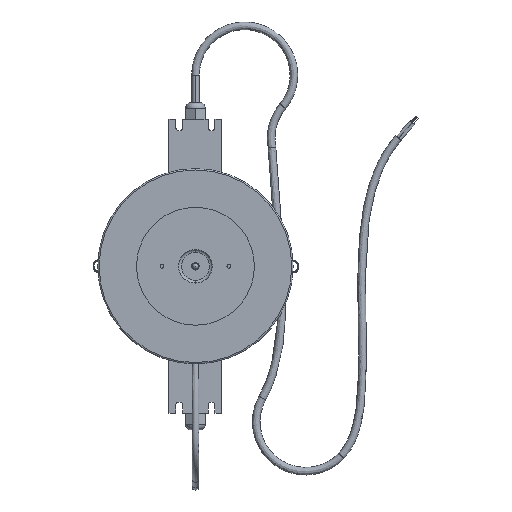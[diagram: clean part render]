
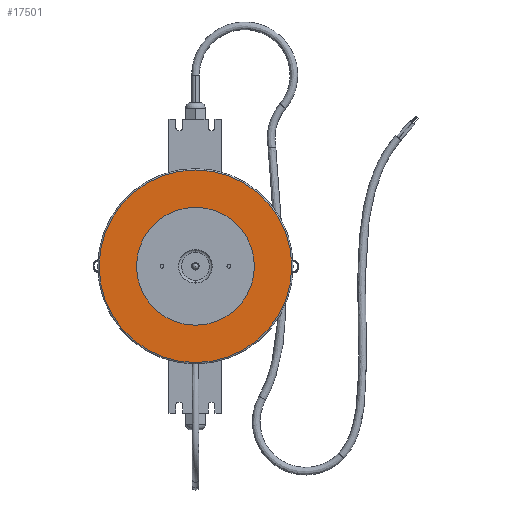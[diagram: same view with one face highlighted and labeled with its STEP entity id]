
A CAD part, front view. The second image highlights one B-rep face of the part: STEP entity #17501.
In plain terms, the highlighted planar face has unit normal (0, -1, 0).
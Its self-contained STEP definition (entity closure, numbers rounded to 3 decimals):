
#297 = FACE_OUTER_BOUND ( 'NONE', #16384, .T. ) ;
#468 = AXIS2_PLACEMENT_3D ( 'NONE', #14410, #20611, #3644 ) ;
#886 = EDGE_CURVE ( 'NONE', #26999, #20994, #22983, .T. ) ;
#2286 = CARTESIAN_POINT ( 'NONE',  ( 0., 0., 42.25 ) ) ;
#2829 = ORIENTED_EDGE ( 'NONE', *, *, #5795, .T. ) ;
#2971 = ORIENTED_EDGE ( 'NONE', *, *, #15698, .F. ) ;
#3227 = CARTESIAN_POINT ( 'NONE',  ( 0., 0., 0. ) ) ;
#3411 = CARTESIAN_POINT ( 'NONE',  ( 0., 0., -69. ) ) ;
#3644 = DIRECTION ( 'NONE',  ( 0., 0., 1. ) ) ;
#4414 = CIRCLE ( 'NONE', #468, 42.25 ) ;
#5067 = DIRECTION ( 'NONE',  ( 0., -1., 0. ) ) ;
#5621 = PLANE ( 'NONE',  #13853 ) ;
#5795 = EDGE_CURVE ( 'NONE', #20294, #22716, #27133, .T. ) ;
#7272 = DIRECTION ( 'NONE',  ( 0., 0., 1. ) ) ;
#9624 = EDGE_LOOP ( 'NONE', ( #2971, #10602 ) ) ;
#10602 = ORIENTED_EDGE ( 'NONE', *, *, #886, .F. ) ;
#11229 = CARTESIAN_POINT ( 'NONE',  ( 0., 0., 0. ) ) ;
#12023 = DIRECTION ( 'NONE',  ( 0., -1., 0. ) ) ;
#12150 = DIRECTION ( 'NONE',  ( 0., -1., 0. ) ) ;
#12462 = FACE_BOUND ( 'NONE', #9624, .T. ) ;
#13647 = AXIS2_PLACEMENT_3D ( 'NONE', #23277, #12150, #24973 ) ;
#13781 = CIRCLE ( 'NONE', #19579, 69. ) ;
#13853 = AXIS2_PLACEMENT_3D ( 'NONE', #18862, #27218, #23105 ) ;
#13867 = ORIENTED_EDGE ( 'NONE', *, *, #24784, .T. ) ;
#14410 = CARTESIAN_POINT ( 'NONE',  ( 0., 0., 0. ) ) ;
#15058 = CARTESIAN_POINT ( 'NONE',  ( 0., 0., -42.25 ) ) ;
#15698 = EDGE_CURVE ( 'NONE', #20994, #26999, #4414, .T. ) ;
#16384 = EDGE_LOOP ( 'NONE', ( #2829, #13867 ) ) ;
#17501 = ADVANCED_FACE ( 'NONE', ( #297, #12462 ), #5621, .F. ) ;
#18347 = DIRECTION ( 'NONE',  ( 0., 0., 1. ) ) ;
#18862 = CARTESIAN_POINT ( 'NONE',  ( 0., 0., 0. ) ) ;
#19579 = AXIS2_PLACEMENT_3D ( 'NONE', #11229, #5067, #7272 ) ;
#20294 = VERTEX_POINT ( 'NONE', #23014 ) ;
#20611 = DIRECTION ( 'NONE',  ( 0., -1., 0. ) ) ;
#20994 = VERTEX_POINT ( 'NONE', #2286 ) ;
#22716 = VERTEX_POINT ( 'NONE', #3411 ) ;
#22983 = CIRCLE ( 'NONE', #26757, 42.25 ) ;
#23014 = CARTESIAN_POINT ( 'NONE',  ( 0., 0., 69. ) ) ;
#23105 = DIRECTION ( 'NONE',  ( 0., 0., 1. ) ) ;
#23277 = CARTESIAN_POINT ( 'NONE',  ( 0., 0., 0. ) ) ;
#24784 = EDGE_CURVE ( 'NONE', #22716, #20294, #13781, .T. ) ;
#24973 = DIRECTION ( 'NONE',  ( 0., 0., 1. ) ) ;
#26757 = AXIS2_PLACEMENT_3D ( 'NONE', #3227, #12023, #18347 ) ;
#26999 = VERTEX_POINT ( 'NONE', #15058 ) ;
#27133 = CIRCLE ( 'NONE', #13647, 69. ) ;
#27218 = DIRECTION ( 'NONE',  ( 0., 1., 0. ) ) ;
